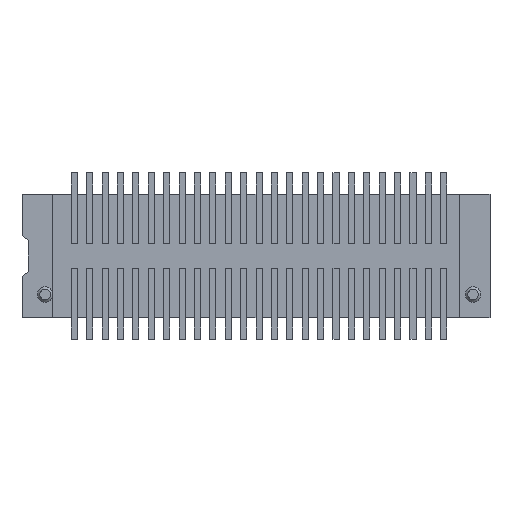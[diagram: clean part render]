
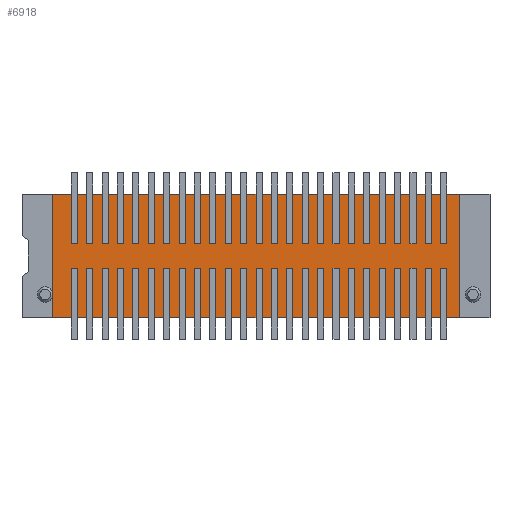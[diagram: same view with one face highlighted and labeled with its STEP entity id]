
A CAD part, front view. The second image highlights one B-rep face of the part: STEP entity #6918.
In plain terms, the highlighted planar face has unit normal (0, -1, 0).
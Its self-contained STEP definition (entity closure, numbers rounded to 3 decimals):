
#136=FACE_OUTER_BOUND('',#566,.T.);
#566=EDGE_LOOP('',(#4570,#4571,#4572,#4573));
#1005=LINE('',#9714,#1970);
#1012=LINE('',#9728,#1977);
#1013=LINE('',#9730,#1978);
#1014=LINE('',#9731,#1979);
#1970=VECTOR('',#7869,10.);
#1977=VECTOR('',#7878,10.);
#1978=VECTOR('',#7881,10.);
#1979=VECTOR('',#7882,10.);
#2930=VERTEX_POINT('',#9710);
#2932=VERTEX_POINT('',#9713);
#2936=VERTEX_POINT('',#9722);
#2938=VERTEX_POINT('',#9726);
#3582=EDGE_CURVE('',#2932,#2930,#1005,.T.);
#3589=EDGE_CURVE('',#2938,#2936,#1012,.T.);
#3590=EDGE_CURVE('',#2936,#2930,#1013,.T.);
#3591=EDGE_CURVE('',#2932,#2938,#1014,.T.);
#4570=ORIENTED_EDGE('',*,*,#3590,.F.);
#4571=ORIENTED_EDGE('',*,*,#3589,.F.);
#4572=ORIENTED_EDGE('',*,*,#3591,.F.);
#4573=ORIENTED_EDGE('',*,*,#3582,.T.);
#6492=PLANE('',#7412);
#6918=ADVANCED_FACE('',(#136),#6492,.F.);
#7412=AXIS2_PLACEMENT_3D('',#9729,#7879,#7880);
#7869=DIRECTION('',(0.,0.,-1.));
#7878=DIRECTION('',(0.,0.,-1.));
#7879=DIRECTION('center_axis',(0.,1.,0.));
#7880=DIRECTION('ref_axis',(1.,0.,0.));
#7881=DIRECTION('',(-1.,0.,0.));
#7882=DIRECTION('',(1.,0.,0.));
#9710=CARTESIAN_POINT('',(1.,0.6,0.));
#9713=CARTESIAN_POINT('',(1.,0.6,4.));
#9714=CARTESIAN_POINT('',(1.,0.6,4.));
#9722=CARTESIAN_POINT('',(14.2,0.6,0.));
#9726=CARTESIAN_POINT('',(14.2,0.6,4.));
#9728=CARTESIAN_POINT('',(14.2,0.6,4.));
#9729=CARTESIAN_POINT('Origin',(1.,0.6,4.));
#9730=CARTESIAN_POINT('',(8.1,0.6,0.));
#9731=CARTESIAN_POINT('',(0.5,0.6,4.));
